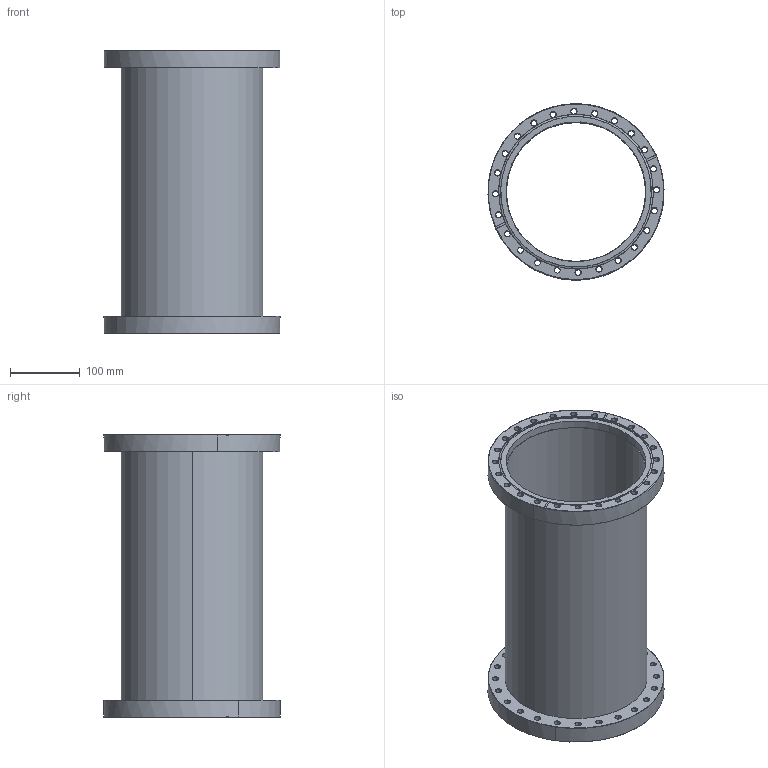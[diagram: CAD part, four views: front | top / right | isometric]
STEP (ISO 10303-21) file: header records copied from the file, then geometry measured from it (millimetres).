
FILE_DESCRIPTION (( 'STEP AP214' ), '1' );
FILE_NAME ('Hositrad_FS200-204-FullNipple.STEP', '2017-05-08T12:33:26', ( 'Gebruiker' ), ( '' ), 'SwSTEP 2.0', 'SolidWorks 2017', '' );
FILE_SCHEMA (( 'AUTOMOTIVE_DESIGN' ));
Length unit declared in the file: millimetre
Products named in the file (3): NW200CF-Weld_-204; SF-Tubes-All_FS200-204; Hositrad_FS200-204-FullNipple
Assembly tree (3 placements, depth 2):
  Hositrad_FS200-204-FullNipple
    SF-Tubes-All_FS200-204
    NW200CF-Weld_-204  x2
Bounding box: 253.11 x 253.14 x 406.4 mm (x, y, z)
Volume: 1290625.7 mm3; surface area: 657431 mm2
Topology: 3 solids, 3 shells, 318 faces, 756 edges, 446 vertices
Faces by surface type: cone 178, cylinder 116, plane 24
Entity records: 4895 total; most frequent: DIRECTION 933, CARTESIAN_POINT 791, ORIENTED_EDGE 768, AXIS2_PLACEMENT_3D 385, EDGE_CURVE 384, VERTEX_POINT 227, CIRCLE 217, EDGE_LOOP 215
